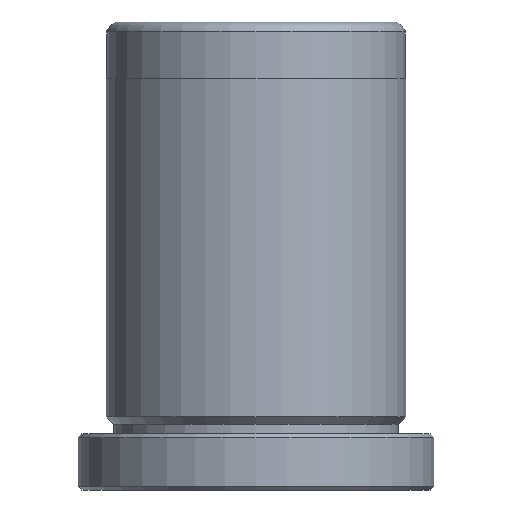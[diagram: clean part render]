
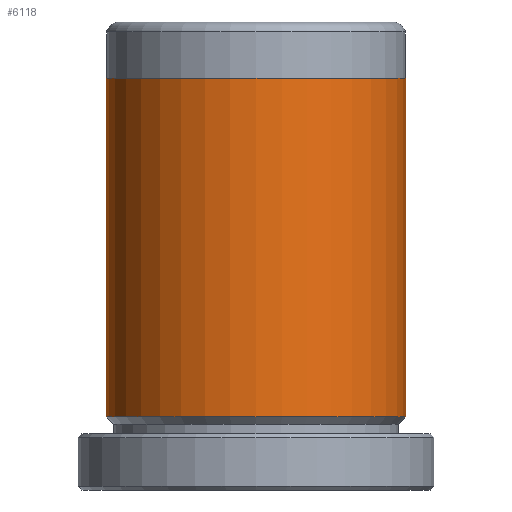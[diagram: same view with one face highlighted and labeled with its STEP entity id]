
A CAD part, front view. The second image highlights one B-rep face of the part: STEP entity #6118.
In plain terms, the highlighted cylindrical face has radius 8 mm (diameter 16 mm), a partial arc.
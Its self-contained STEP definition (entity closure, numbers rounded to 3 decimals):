
#58 = CYLINDRICAL_SURFACE ( 'NONE', #4330, 8. ) ;
#125 = CARTESIAN_POINT ( 'NONE',  ( 8., 0., 25. ) ) ;
#603 = DIRECTION ( 'NONE',  ( 0., 0., 1. ) ) ;
#713 = EDGE_CURVE ( 'NONE', #6475, #7060, #5890, .T. ) ;
#1205 = AXIS2_PLACEMENT_3D ( 'NONE', #4729, #603, #5384 ) ;
#1695 = ORIENTED_EDGE ( 'NONE', *, *, #713, .F. ) ;
#2213 = VERTEX_POINT ( 'NONE', #4717 ) ;
#2468 = CARTESIAN_POINT ( 'NONE',  ( -8., 0., 3.9 ) ) ;
#3785 = LINE ( 'NONE', #125, #4538 ) ;
#4330 = AXIS2_PLACEMENT_3D ( 'NONE', #6125, #6092, #6221 ) ;
#4538 = VECTOR ( 'NONE', #6334, 1000. ) ;
#4661 = FACE_OUTER_BOUND ( 'NONE', #8481, .T. ) ;
#4717 = CARTESIAN_POINT ( 'NONE',  ( -8., 0., 22. ) ) ;
#4729 = CARTESIAN_POINT ( 'NONE',  ( 0., 0., 22. ) ) ;
#4732 = DIRECTION ( 'NONE',  ( -1., 0., 0. ) ) ;
#4761 = DIRECTION ( 'NONE',  ( 0., 0., -1. ) ) ;
#4787 = CARTESIAN_POINT ( 'NONE',  ( 0., 0., 3.9 ) ) ;
#4916 = CARTESIAN_POINT ( 'NONE',  ( 8., 0., 22. ) ) ;
#5177 = DIRECTION ( 'NONE',  ( 0., 0., -1. ) ) ;
#5219 = CARTESIAN_POINT ( 'NONE',  ( -8., 0., 25. ) ) ;
#5384 = DIRECTION ( 'NONE',  ( 1., 0., 0. ) ) ;
#5890 = CIRCLE ( 'NONE', #6797, 8. ) ;
#5926 = EDGE_CURVE ( 'NONE', #6772, #6475, #3785, .T. ) ;
#6092 = DIRECTION ( 'NONE',  ( 0., 0., -1. ) ) ;
#6118 = ADVANCED_FACE ( 'NONE', ( #4661 ), #58, .T. ) ;
#6125 = CARTESIAN_POINT ( 'NONE',  ( 0., 0., 25. ) ) ;
#6189 = CIRCLE ( 'NONE', #1205, 8. ) ;
#6221 = DIRECTION ( 'NONE',  ( -1., 0., 0. ) ) ;
#6334 = DIRECTION ( 'NONE',  ( 0., 0., -1. ) ) ;
#6475 = VERTEX_POINT ( 'NONE', #7062 ) ;
#6619 = ORIENTED_EDGE ( 'NONE', *, *, #8620, .F. ) ;
#6714 = EDGE_CURVE ( 'NONE', #2213, #7060, #7532, .T. ) ;
#6772 = VERTEX_POINT ( 'NONE', #4916 ) ;
#6797 = AXIS2_PLACEMENT_3D ( 'NONE', #4787, #4761, #4732 ) ;
#7060 = VERTEX_POINT ( 'NONE', #2468 ) ;
#7062 = CARTESIAN_POINT ( 'NONE',  ( 8., 0., 3.9 ) ) ;
#7147 = ORIENTED_EDGE ( 'NONE', *, *, #5926, .F. ) ;
#7350 = VECTOR ( 'NONE', #5177, 1000. ) ;
#7532 = LINE ( 'NONE', #5219, #7350 ) ;
#7931 = ORIENTED_EDGE ( 'NONE', *, *, #6714, .T. ) ;
#8481 = EDGE_LOOP ( 'NONE', ( #7147, #6619, #7931, #1695 ) ) ;
#8620 = EDGE_CURVE ( 'NONE', #2213, #6772, #6189, .T. ) ;
